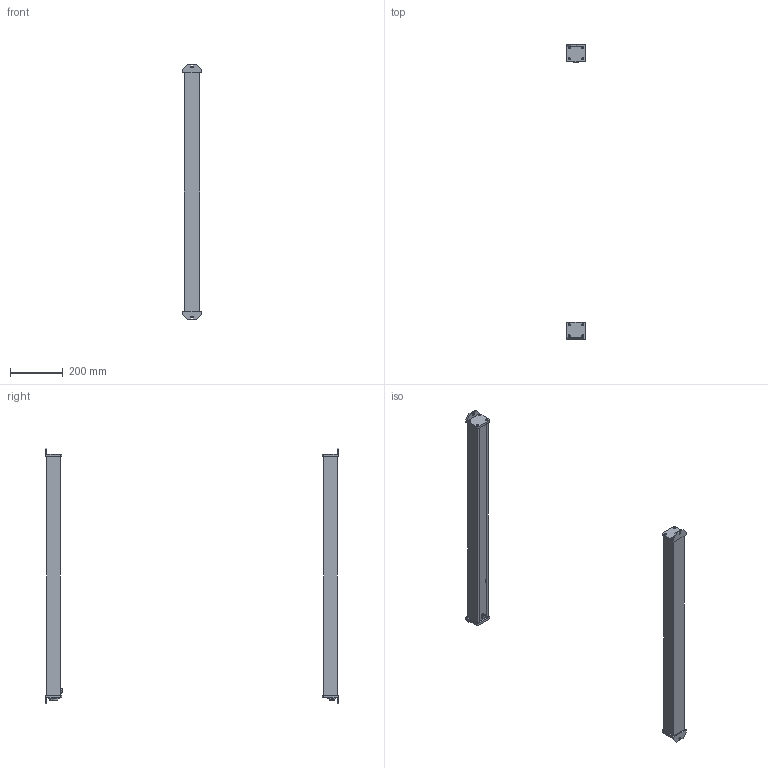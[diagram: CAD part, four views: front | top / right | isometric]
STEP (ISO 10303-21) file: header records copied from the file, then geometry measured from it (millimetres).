
FILE_DESCRIPTION(('CATIA V5 STEP Exchange'),'2;1');
FILE_NAME('PS-903APED.stp','2013-05-29T15:53:50+00:00',('none'),('none'),'CATIA Version 5 Release 18 SP 4 (IN-10)','CATIA V5 STEP AP203','none');
FILE_SCHEMA(('CONFIG_CONTROL_DESIGN'));
Length unit declared in the file: millimetre
Products named in the file (5): PS-903APED; PS-903AP-TX; 1connector; PS-903APED-RX; 2connector
Assembly tree (14 placements, depth 4):
  PS-903APED
    PS-903AP-TX
      1connector
        #68
        #1361
      #3879
      #68
    PS-903APED-RX
      2connector
        #68
        #1361
        #4392
      #3879
      #68
      #7336
Bounding box: 69 x 1115 x 969 mm (x, y, z)
Volume: 3520729.5 mm3; surface area: 771707.5 mm2
Topology: 13 solids, 13 shells, 537 faces, 1217 edges, 778 vertices
Faces by surface type: cylinder 223, plane 215, revolution 92, cone 4, torus 3
Entity records: 7884 total; most frequent: CARTESIAN_POINT 1641, ORIENTED_EDGE 1272, DIRECTION 1010, EDGE_CURVE 636, AXIS2_PLACEMENT_3D 530, VERTEX_POINT 401, CIRCLE 368, EDGE_LOOP 343
